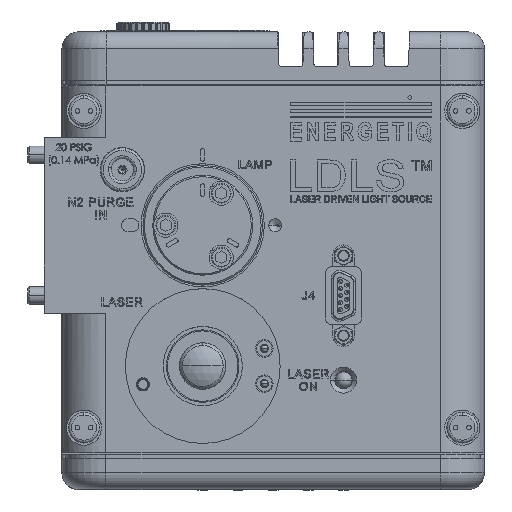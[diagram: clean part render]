
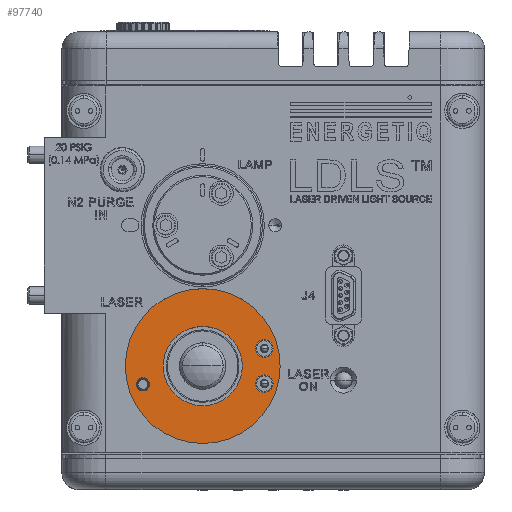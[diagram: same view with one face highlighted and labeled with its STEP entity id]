
A CAD part, top view. The second image highlights one B-rep face of the part: STEP entity #97740.
In plain terms, the highlighted planar face has unit normal (0, 0, 1).
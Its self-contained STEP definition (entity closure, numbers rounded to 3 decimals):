
#73833 = VERTEX_POINT ( 'NONE', #212470 ) ;
#73835 = VERTEX_POINT ( 'NONE', #212477 ) ;
#73838 = VERTEX_POINT ( 'NONE', #212485 ) ;
#73839 = VERTEX_POINT ( 'NONE', #212489 ) ;
#73843 = VERTEX_POINT ( 'NONE', #212500 ) ;
#73844 = VERTEX_POINT ( 'NONE', #212503 ) ;
#73914 = VERTEX_POINT ( 'NONE', #212707 ) ;
#73918 = VERTEX_POINT ( 'NONE', #212718 ) ;
#73939 = VERTEX_POINT ( 'NONE', #212782 ) ;
#73940 = VERTEX_POINT ( 'NONE', #212785 ) ;
#97740 = ADVANCED_FACE ( 'NONE', ( #313830, #313839, #313745, #313818, #313823 ), #313834, .T. ) ;
#108664 = CIRCLE ( 'NONE', #108683, 1.587 ) ;
#108679 = CIRCLE ( 'NONE', #108700, 1.587 ) ;
#108683 = AXIS2_PLACEMENT_3D ( 'NONE', #144729, #144735, #144742 ) ;
#108696 = CIRCLE ( 'NONE', #108715, 7.144 ) ;
#108700 = AXIS2_PLACEMENT_3D ( 'NONE', #144790, #144797, #144804 ) ;
#108715 = AXIS2_PLACEMENT_3D ( 'NONE', #144848, #144855, #144861 ) ;
#108860 = CIRCLE ( 'NONE', #108867, 1.191 ) ;
#108867 = AXIS2_PLACEMENT_3D ( 'NONE', #146209, #146215, #146222 ) ;
#108999 = CIRCLE ( 'NONE', #109023, 13.97 ) ;
#109023 = AXIS2_PLACEMENT_3D ( 'NONE', #152746, #152750, #152754 ) ;
#132553 = EDGE_CURVE ( 'NONE', #73914, #73918, #184416, .T. ) ;
#132556 = EDGE_CURVE ( 'NONE', #73939, #73940, #184415, .T. ) ;
#144272 = ORIENTED_EDGE ( 'NONE', *, *, #180786, .F. ) ;
#144282 = ORIENTED_EDGE ( 'NONE', *, *, #132556, .F. ) ;
#144292 = ORIENTED_EDGE ( 'NONE', *, *, #180604, .F. ) ;
#144303 = ORIENTED_EDGE ( 'NONE', *, *, #181410, .F. ) ;
#144314 = ORIENTED_EDGE ( 'NONE', *, *, #180594, .F. ) ;
#144324 = ORIENTED_EDGE ( 'NONE', *, *, #181435, .F. ) ;
#144336 = ORIENTED_EDGE ( 'NONE', *, *, #132553, .T. ) ;
#144346 = ORIENTED_EDGE ( 'NONE', *, *, #180915, .T. ) ;
#144357 = ORIENTED_EDGE ( 'NONE', *, *, #181390, .T. ) ;
#144367 = ORIENTED_EDGE ( 'NONE', *, *, #180615, .T. ) ;
#144729 = CARTESIAN_POINT ( 'NONE',  ( -1.587, -14.287, 4.763 ) ) ;
#144735 = DIRECTION ( 'NONE',  ( 0., 0., 1. ) ) ;
#144742 = DIRECTION ( 'NONE',  ( 1., 0., 0. ) ) ;
#144790 = CARTESIAN_POINT ( 'NONE',  ( -1.587, -20.637, 4.763 ) ) ;
#144797 = DIRECTION ( 'NONE',  ( 0., 0., 1. ) ) ;
#144804 = DIRECTION ( 'NONE',  ( 1., 0., 0. ) ) ;
#144848 = CARTESIAN_POINT ( 'NONE',  ( -12.7, -17.462, 4.763 ) ) ;
#144855 = DIRECTION ( 'NONE',  ( 0., 0., -1. ) ) ;
#144861 = DIRECTION ( 'NONE',  ( 1., 0., 0. ) ) ;
#146209 = CARTESIAN_POINT ( 'NONE',  ( -23.495, -20.764, 4.763 ) ) ;
#146215 = DIRECTION ( 'NONE',  ( 0., 0., 1. ) ) ;
#146222 = DIRECTION ( 'NONE',  ( 1., 0., 0. ) ) ;
#152457 = EDGE_LOOP ( 'NONE', ( #144336, #144346 ) ) ;
#152746 = CARTESIAN_POINT ( 'NONE',  ( -12.7, -17.462, 4.763 ) ) ;
#152750 = DIRECTION ( 'NONE',  ( 0., 0., 1. ) ) ;
#152754 = DIRECTION ( 'NONE',  ( 1., 0., 0. ) ) ;
#154373 = CARTESIAN_POINT ( 'NONE',  ( -12.7, -17.462, 4.763 ) ) ;
#154376 = DIRECTION ( 'NONE',  ( 0., 0., -1. ) ) ;
#154380 = DIRECTION ( 'NONE',  ( 1., 0., 0. ) ) ;
#154427 = CARTESIAN_POINT ( 'NONE',  ( -1.587, -20.637, 4.763 ) ) ;
#154430 = DIRECTION ( 'NONE',  ( 0., 0., 1. ) ) ;
#154434 = DIRECTION ( 'NONE',  ( 1., 0., 0. ) ) ;
#154542 = CARTESIAN_POINT ( 'NONE',  ( -1.587, -14.287, 4.763 ) ) ;
#154546 = DIRECTION ( 'NONE',  ( 0., 0., 1. ) ) ;
#154550 = DIRECTION ( 'NONE',  ( 1., 0., 0. ) ) ;
#156847 = EDGE_LOOP ( 'NONE', ( #144292, #144303 ) ) ;
#156924 = EDGE_LOOP ( 'NONE', ( #144357, #144367 ) ) ;
#156932 = EDGE_LOOP ( 'NONE', ( #144272, #144282 ) ) ;
#156942 = EDGE_LOOP ( 'NONE', ( #144314, #144324 ) ) ;
#180594 = EDGE_CURVE ( 'NONE', #73833, #73835, #108664, .T. ) ;
#180604 = EDGE_CURVE ( 'NONE', #73838, #73839, #108679, .T. ) ;
#180615 = EDGE_CURVE ( 'NONE', #73843, #73844, #108696, .T. ) ;
#180786 = EDGE_CURVE ( 'NONE', #73940, #73939, #108860, .T. ) ;
#180915 = EDGE_CURVE ( 'NONE', #73918, #73914, #108999, .T. ) ;
#181390 = EDGE_CURVE ( 'NONE', #73844, #73843, #261858, .T. ) ;
#181410 = EDGE_CURVE ( 'NONE', #73839, #73838, #261878, .T. ) ;
#181435 = EDGE_CURVE ( 'NONE', #73835, #73833, #261909, .T. ) ;
#184415 = CIRCLE ( 'NONE', #184420, 1.191 ) ;
#184416 = CIRCLE ( 'NONE', #184418, 13.97 ) ;
#184418 = AXIS2_PLACEMENT_3D ( 'NONE', #325174, #325176, #325178 ) ;
#184420 = AXIS2_PLACEMENT_3D ( 'NONE', #325182, #325184, #325186 ) ;
#212470 = CARTESIAN_POINT ( 'NONE',  ( 0., -14.287, 4.763 ) ) ;
#212477 = CARTESIAN_POINT ( 'NONE',  ( -3.175, -14.287, 4.763 ) ) ;
#212485 = CARTESIAN_POINT ( 'NONE',  ( 0., -20.637, 4.763 ) ) ;
#212489 = CARTESIAN_POINT ( 'NONE',  ( -3.175, -20.637, 4.763 ) ) ;
#212500 = CARTESIAN_POINT ( 'NONE',  ( -19.844, -17.462, 4.763 ) ) ;
#212503 = CARTESIAN_POINT ( 'NONE',  ( -5.556, -17.462, 4.763 ) ) ;
#212707 = CARTESIAN_POINT ( 'NONE',  ( 1.27, -17.462, 4.763 ) ) ;
#212718 = CARTESIAN_POINT ( 'NONE',  ( -26.67, -17.462, 4.763 ) ) ;
#212782 = CARTESIAN_POINT ( 'NONE',  ( -22.304, -20.764, 4.763 ) ) ;
#212785 = CARTESIAN_POINT ( 'NONE',  ( -24.686, -20.764, 4.763 ) ) ;
#261858 = CIRCLE ( 'NONE', #261876, 7.144 ) ;
#261876 = AXIS2_PLACEMENT_3D ( 'NONE', #154373, #154376, #154380 ) ;
#261878 = CIRCLE ( 'NONE', #261891, 1.587 ) ;
#261891 = AXIS2_PLACEMENT_3D ( 'NONE', #154427, #154430, #154434 ) ;
#261909 = CIRCLE ( 'NONE', #261917, 1.587 ) ;
#261917 = AXIS2_PLACEMENT_3D ( 'NONE', #154542, #154546, #154550 ) ;
#310304 = AXIS2_PLACEMENT_3D ( 'NONE', #313932, #313937, #313942 ) ;
#313745 = FACE_BOUND ( 'NONE', #156942, .T. ) ;
#313818 = FACE_OUTER_BOUND ( 'NONE', #152457, .T. ) ;
#313823 = FACE_BOUND ( 'NONE', #156924, .T. ) ;
#313830 = FACE_BOUND ( 'NONE', #156932, .T. ) ;
#313834 = PLANE ( 'NONE',  #310304 ) ;
#313839 = FACE_BOUND ( 'NONE', #156847, .T. ) ;
#313932 = CARTESIAN_POINT ( 'NONE',  ( -12.7, -17.462, 4.763 ) ) ;
#313937 = DIRECTION ( 'NONE',  ( 0., 0., 1. ) ) ;
#313942 = DIRECTION ( 'NONE',  ( 1., 0., 0. ) ) ;
#325174 = CARTESIAN_POINT ( 'NONE',  ( -12.7, -17.462, 4.763 ) ) ;
#325176 = DIRECTION ( 'NONE',  ( 0., 0., 1. ) ) ;
#325178 = DIRECTION ( 'NONE',  ( 1., 0., 0. ) ) ;
#325182 = CARTESIAN_POINT ( 'NONE',  ( -23.495, -20.764, 4.763 ) ) ;
#325184 = DIRECTION ( 'NONE',  ( 0., 0., 1. ) ) ;
#325186 = DIRECTION ( 'NONE',  ( 1., 0., 0. ) ) ;
